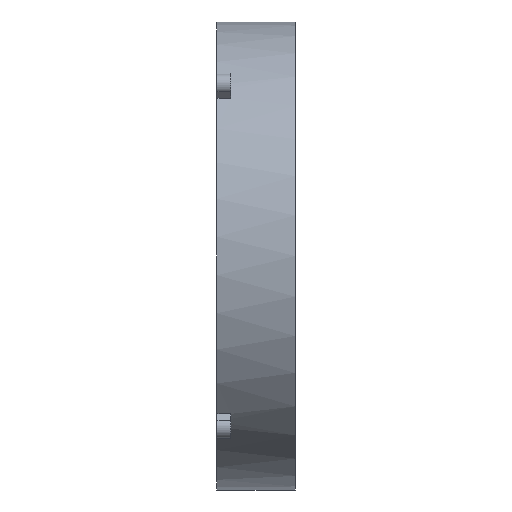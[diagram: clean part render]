
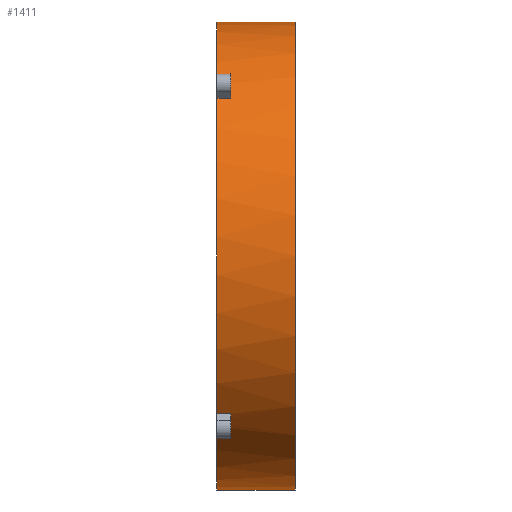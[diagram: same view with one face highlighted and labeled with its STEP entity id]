
A CAD part, front view. The second image highlights one B-rep face of the part: STEP entity #1411.
In plain terms, the highlighted cylindrical face has radius 134 mm (diameter 268 mm), a partial arc.
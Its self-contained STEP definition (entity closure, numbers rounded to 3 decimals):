
#55 = VERTEX_POINT ( 'NONE', #3043 ) ;
#137 = VECTOR ( 'NONE', #1983, 1000. ) ;
#262 = ORIENTED_EDGE ( 'NONE', *, *, #661, .T. ) ;
#269 = ORIENTED_EDGE ( 'NONE', *, *, #2422, .F. ) ;
#336 = ORIENTED_EDGE ( 'NONE', *, *, #4175, .T. ) ;
#375 = CIRCLE ( 'NONE', #380, 134. ) ;
#380 = AXIS2_PLACEMENT_3D ( 'NONE', #1388, #3723, #1730 ) ;
#440 = DIRECTION ( 'NONE',  ( 1., 0., 0. ) ) ;
#596 = VECTOR ( 'NONE', #3254, 1000. ) ;
#602 = ORIENTED_EDGE ( 'NONE', *, *, #4257, .T. ) ;
#661 = EDGE_CURVE ( 'NONE', #2370, #4022, #4074, .T. ) ;
#708 = CIRCLE ( 'NONE', #1851, 134. ) ;
#726 = VECTOR ( 'NONE', #1792, 1000. ) ;
#808 = CARTESIAN_POINT ( 'NONE',  ( 0., 0., 0. ) ) ;
#886 = DIRECTION ( 'NONE',  ( 1., 0., 0. ) ) ;
#896 = EDGE_CURVE ( 'NONE', #2924, #1564, #3250, .T. ) ;
#932 = CARTESIAN_POINT ( 'NONE',  ( 44.8, 0., -134. ) ) ;
#987 = CIRCLE ( 'NONE', #1383, 134. ) ;
#998 = DIRECTION ( 'NONE',  ( -1., 0., 0. ) ) ;
#1008 = EDGE_CURVE ( 'NONE', #55, #2557, #375, .T. ) ;
#1011 = FACE_OUTER_BOUND ( 'NONE', #1609, .T. ) ;
#1016 = LINE ( 'NONE', #2642, #137 ) ;
#1020 = DIRECTION ( 'NONE',  ( 0., 0., 1. ) ) ;
#1095 = EDGE_CURVE ( 'NONE', #55, #1386, #2409, .T. ) ;
#1097 = CARTESIAN_POINT ( 'NONE',  ( 8., -98.9, 90.415 ) ) ;
#1116 = VECTOR ( 'NONE', #2161, 1000. ) ;
#1146 = DIRECTION ( 'NONE',  ( 0., 0., -1. ) ) ;
#1172 = EDGE_CURVE ( 'NONE', #2370, #1957, #3881, .T. ) ;
#1203 = ORIENTED_EDGE ( 'NONE', *, *, #3879, .T. ) ;
#1318 = VECTOR ( 'NONE', #3590, 1000. ) ;
#1355 = DIRECTION ( 'NONE',  ( 1., 0., 0. ) ) ;
#1383 = AXIS2_PLACEMENT_3D ( 'NONE', #3354, #1355, #3691 ) ;
#1386 = VERTEX_POINT ( 'NONE', #3006 ) ;
#1388 = CARTESIAN_POINT ( 'NONE',  ( 44.8, 0., 0. ) ) ;
#1411 = ADVANCED_FACE ( 'NONE', ( #1011 ), #1593, .T. ) ;
#1430 = DIRECTION ( 'NONE',  ( 1., 0., 0. ) ) ;
#1449 = CARTESIAN_POINT ( 'NONE',  ( 0., -90.415, 98.9 ) ) ;
#1564 = VERTEX_POINT ( 'NONE', #4279 ) ;
#1589 = EDGE_CURVE ( 'NONE', #4022, #1755, #1016, .T. ) ;
#1591 = CARTESIAN_POINT ( 'NONE',  ( 44.8, -98.9, -90.415 ) ) ;
#1593 = CYLINDRICAL_SURFACE ( 'NONE', #2318, 134. ) ;
#1609 = EDGE_LOOP ( 'NONE', ( #2102, #2600, #2968, #1203, #1697, #262, #3966, #336, #269, #2307, #2954, #602 ) ) ;
#1616 = VERTEX_POINT ( 'NONE', #2365 ) ;
#1697 = ORIENTED_EDGE ( 'NONE', *, *, #1172, .F. ) ;
#1730 = DIRECTION ( 'NONE',  ( 0., 0., -1. ) ) ;
#1755 = VERTEX_POINT ( 'NONE', #3792 ) ;
#1792 = DIRECTION ( 'NONE',  ( -1., 0., 0. ) ) ;
#1821 = CARTESIAN_POINT ( 'NONE',  ( 44.8, -90.415, -98.9 ) ) ;
#1851 = AXIS2_PLACEMENT_3D ( 'NONE', #808, #3142, #1146 ) ;
#1862 = CARTESIAN_POINT ( 'NONE',  ( 0., -90.415, -98.9 ) ) ;
#1895 = AXIS2_PLACEMENT_3D ( 'NONE', #2438, #440, #2775 ) ;
#1957 = VERTEX_POINT ( 'NONE', #1449 ) ;
#1983 = DIRECTION ( 'NONE',  ( -1., 0., 0. ) ) ;
#2005 = LINE ( 'NONE', #1821, #1116 ) ;
#2015 = EDGE_CURVE ( 'NONE', #1564, #2799, #2005, .T. ) ;
#2102 = ORIENTED_EDGE ( 'NONE', *, *, #2734, .F. ) ;
#2161 = DIRECTION ( 'NONE',  ( -1., 0., 0. ) ) ;
#2166 = CARTESIAN_POINT ( 'NONE',  ( 44.8, 0., -134. ) ) ;
#2231 = LINE ( 'NONE', #1591, #1318 ) ;
#2307 = ORIENTED_EDGE ( 'NONE', *, *, #896, .T. ) ;
#2318 = AXIS2_PLACEMENT_3D ( 'NONE', #3022, #4013, #1020 ) ;
#2365 = CARTESIAN_POINT ( 'NONE',  ( 0., -98.9, -90.415 ) ) ;
#2370 = VERTEX_POINT ( 'NONE', #2548 ) ;
#2409 = LINE ( 'NONE', #4121, #726 ) ;
#2422 = EDGE_CURVE ( 'NONE', #2924, #1616, #2231, .T. ) ;
#2438 = CARTESIAN_POINT ( 'NONE',  ( 8., 0., 0. ) ) ;
#2454 = CARTESIAN_POINT ( 'NONE',  ( 0., 0., -134. ) ) ;
#2474 = AXIS2_PLACEMENT_3D ( 'NONE', #3433, #1430, #3763 ) ;
#2499 = VERTEX_POINT ( 'NONE', #2454 ) ;
#2548 = CARTESIAN_POINT ( 'NONE',  ( 8., -90.415, 98.9 ) ) ;
#2557 = VERTEX_POINT ( 'NONE', #2166 ) ;
#2600 = ORIENTED_EDGE ( 'NONE', *, *, #1008, .F. ) ;
#2642 = CARTESIAN_POINT ( 'NONE',  ( 44.8, -98.9, 90.415 ) ) ;
#2734 = EDGE_CURVE ( 'NONE', #2557, #2499, #3936, .T. ) ;
#2775 = DIRECTION ( 'NONE',  ( 0., 0., -1. ) ) ;
#2799 = VERTEX_POINT ( 'NONE', #1862 ) ;
#2879 = CARTESIAN_POINT ( 'NONE',  ( 0., 0., 0. ) ) ;
#2924 = VERTEX_POINT ( 'NONE', #2940 ) ;
#2940 = CARTESIAN_POINT ( 'NONE',  ( 8., -98.9, -90.415 ) ) ;
#2954 = ORIENTED_EDGE ( 'NONE', *, *, #2015, .T. ) ;
#2968 = ORIENTED_EDGE ( 'NONE', *, *, #1095, .T. ) ;
#2989 = CARTESIAN_POINT ( 'NONE',  ( 44.8, -90.415, 98.9 ) ) ;
#3006 = CARTESIAN_POINT ( 'NONE',  ( 0., 0., 134. ) ) ;
#3022 = CARTESIAN_POINT ( 'NONE',  ( 44.8, 0., 0. ) ) ;
#3039 = VECTOR ( 'NONE', #998, 1000. ) ;
#3043 = CARTESIAN_POINT ( 'NONE',  ( 44.8, 0., 134. ) ) ;
#3142 = DIRECTION ( 'NONE',  ( 1., 0., 0. ) ) ;
#3205 = DIRECTION ( 'NONE',  ( 0., 0., -1. ) ) ;
#3250 = CIRCLE ( 'NONE', #2474, 134. ) ;
#3254 = DIRECTION ( 'NONE',  ( -1., 0., 0. ) ) ;
#3354 = CARTESIAN_POINT ( 'NONE',  ( 0., 0., 0. ) ) ;
#3433 = CARTESIAN_POINT ( 'NONE',  ( 8., 0., 0. ) ) ;
#3590 = DIRECTION ( 'NONE',  ( -1., 0., 0. ) ) ;
#3691 = DIRECTION ( 'NONE',  ( 0., 0., -1. ) ) ;
#3723 = DIRECTION ( 'NONE',  ( 1., 0., 0. ) ) ;
#3763 = DIRECTION ( 'NONE',  ( 0., 0., -1. ) ) ;
#3792 = CARTESIAN_POINT ( 'NONE',  ( 0., -98.9, 90.415 ) ) ;
#3879 = EDGE_CURVE ( 'NONE', #1386, #1957, #987, .T. ) ;
#3881 = LINE ( 'NONE', #2989, #3039 ) ;
#3936 = LINE ( 'NONE', #932, #596 ) ;
#3957 = CIRCLE ( 'NONE', #4075, 134. ) ;
#3966 = ORIENTED_EDGE ( 'NONE', *, *, #1589, .T. ) ;
#4013 = DIRECTION ( 'NONE',  ( -1., 0., 0. ) ) ;
#4022 = VERTEX_POINT ( 'NONE', #1097 ) ;
#4074 = CIRCLE ( 'NONE', #1895, 134. ) ;
#4075 = AXIS2_PLACEMENT_3D ( 'NONE', #2879, #886, #3205 ) ;
#4121 = CARTESIAN_POINT ( 'NONE',  ( 44.8, 0., 134. ) ) ;
#4175 = EDGE_CURVE ( 'NONE', #1755, #1616, #708, .T. ) ;
#4257 = EDGE_CURVE ( 'NONE', #2799, #2499, #3957, .T. ) ;
#4279 = CARTESIAN_POINT ( 'NONE',  ( 8., -90.415, -98.9 ) ) ;
